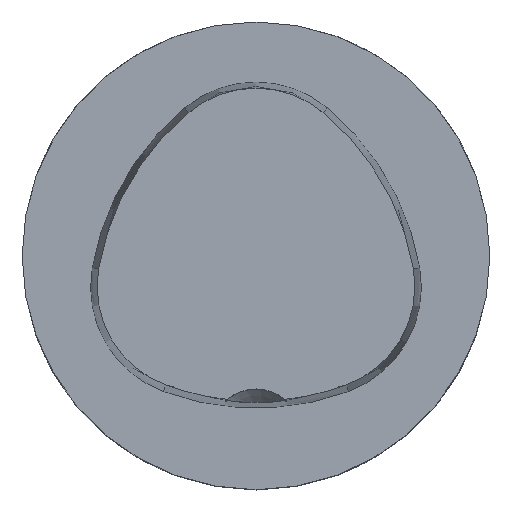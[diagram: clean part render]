
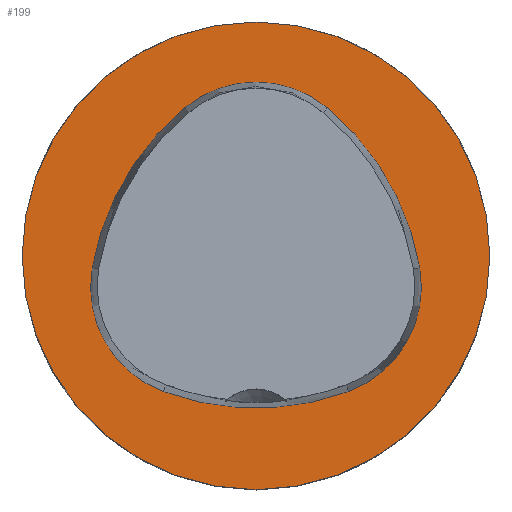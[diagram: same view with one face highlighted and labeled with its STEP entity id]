
A CAD part, top view. The second image highlights one B-rep face of the part: STEP entity #199.
In plain terms, the highlighted planar face has unit normal (0, 0, 1).
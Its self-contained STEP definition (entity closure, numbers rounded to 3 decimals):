
#71=FACE_BOUND('',#341,.T.);
#72=FACE_BOUND('',#342,.T.);
#113=PLANE('',#1256);
#199=ADVANCED_FACE('',(#71,#72),#113,.T.);
#341=EDGE_LOOP('',(#797));
#342=EDGE_LOOP('',(#798,#799,#800,#801,#802,#803));
#497=CIRCLE('',#1207,15.);
#499=CIRCLE('',#1210,36.);
#501=CIRCLE('',#1213,15.);
#503=CIRCLE('',#1216,36.);
#505=CIRCLE('',#1219,15.);
#507=CIRCLE('',#1222,36.);
#513=CIRCLE('',#1255,31.5);
#797=ORIENTED_EDGE('',*,*,#1083,.F.);
#798=ORIENTED_EDGE('',*,*,#1033,.T.);
#799=ORIENTED_EDGE('',*,*,#1049,.T.);
#800=ORIENTED_EDGE('',*,*,#1046,.T.);
#801=ORIENTED_EDGE('',*,*,#1043,.T.);
#802=ORIENTED_EDGE('',*,*,#1040,.T.);
#803=ORIENTED_EDGE('',*,*,#1037,.T.);
#899=VERTEX_POINT('',#1891);
#900=VERTEX_POINT('',#1892);
#902=VERTEX_POINT('',#1899);
#904=VERTEX_POINT('',#1905);
#906=VERTEX_POINT('',#1911);
#908=VERTEX_POINT('',#1917);
#929=VERTEX_POINT('',#1995);
#1033=EDGE_CURVE('',#899,#900,#497,.T.);
#1037=EDGE_CURVE('',#902,#899,#499,.T.);
#1040=EDGE_CURVE('',#904,#902,#501,.T.);
#1043=EDGE_CURVE('',#906,#904,#503,.T.);
#1046=EDGE_CURVE('',#908,#906,#505,.T.);
#1049=EDGE_CURVE('',#900,#908,#507,.T.);
#1083=EDGE_CURVE('',#929,#929,#513,.T.);
#1207=AXIS2_PLACEMENT_3D('',#1890,#1438,#1439);
#1210=AXIS2_PLACEMENT_3D('',#1898,#1446,#1447);
#1213=AXIS2_PLACEMENT_3D('',#1904,#1453,#1454);
#1216=AXIS2_PLACEMENT_3D('',#1910,#1460,#1461);
#1219=AXIS2_PLACEMENT_3D('',#1916,#1467,#1468);
#1222=AXIS2_PLACEMENT_3D('',#1921,#1474,#1475);
#1255=AXIS2_PLACEMENT_3D('',#1994,#1560,#1561);
#1256=AXIS2_PLACEMENT_3D('',#1996,#1562,#1563);
#1438=DIRECTION('',(0.,0.,-1.));
#1439=DIRECTION('',(0.866,-0.5,0.));
#1446=DIRECTION('',(0.,0.,-1.));
#1447=DIRECTION('',(0.866,0.5,0.));
#1453=DIRECTION('',(0.,0.,-1.));
#1454=DIRECTION('',(0.,1.,0.));
#1460=DIRECTION('',(0.,0.,-1.));
#1461=DIRECTION('',(-0.866,0.5,0.));
#1467=DIRECTION('',(0.,0.,-1.));
#1468=DIRECTION('',(-0.866,-0.5,0.));
#1474=DIRECTION('',(0.,0.,-1.));
#1475=DIRECTION('',(0.,-1.,0.));
#1560=DIRECTION('',(0.,0.,-1.));
#1561=DIRECTION('',(-1.,0.,0.));
#1562=DIRECTION('',(0.,0.,1.));
#1563=DIRECTION('',(0.,-1.,0.));
#1890=CARTESIAN_POINT('',(7.275,-4.2,0.));
#1891=CARTESIAN_POINT('',(22.059,-1.664,0.));
#1892=CARTESIAN_POINT('',(12.471,-18.271,0.));
#1898=CARTESIAN_POINT('',(-13.423,-7.75,0.));
#1899=CARTESIAN_POINT('',(9.588,19.936,0.));
#1904=CARTESIAN_POINT('',(0.,8.4,0.));
#1905=CARTESIAN_POINT('',(-9.588,19.936,0.));
#1910=CARTESIAN_POINT('',(13.423,-7.75,0.));
#1911=CARTESIAN_POINT('',(-22.059,-1.664,0.));
#1916=CARTESIAN_POINT('',(-7.275,-4.2,0.));
#1917=CARTESIAN_POINT('',(-12.471,-18.271,0.));
#1921=CARTESIAN_POINT('',(0.,15.5,0.));
#1994=CARTESIAN_POINT('',(0.,0.,0.));
#1995=CARTESIAN_POINT('',(-31.5,0.,0.));
#1996=CARTESIAN_POINT('',(-15.75,0.,0.));
